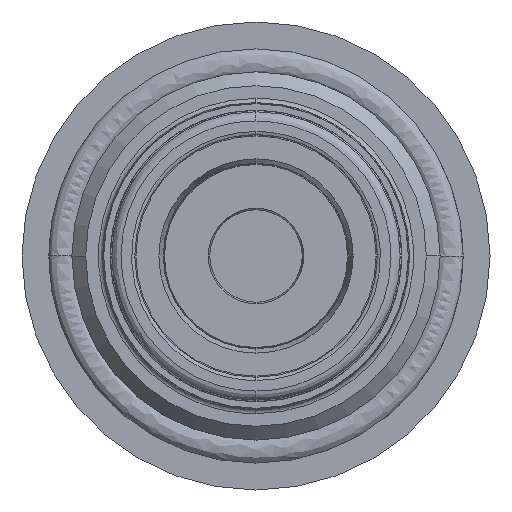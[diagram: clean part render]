
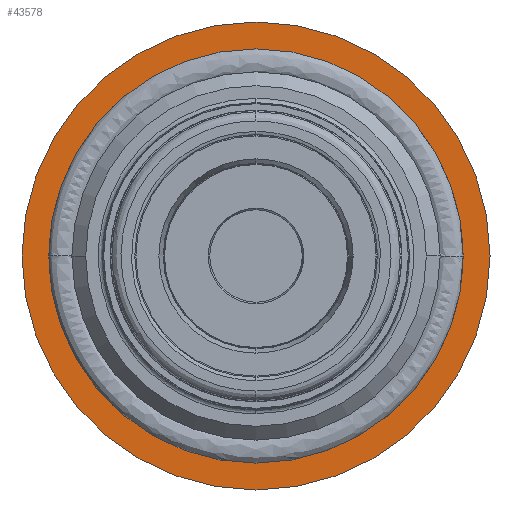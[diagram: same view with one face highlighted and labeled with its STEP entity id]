
A CAD part, left-side view. The second image highlights one B-rep face of the part: STEP entity #43578.
In plain terms, the highlighted planar face has unit normal (-1, 0, 0).
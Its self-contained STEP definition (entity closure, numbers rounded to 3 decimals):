
#762 = AXIS2_PLACEMENT_3D ( 'NONE', #33798, #1811, #39164 ) ;
#1809 = DIRECTION ( 'NONE',  ( 0., 0., 1. ) ) ;
#1811 = DIRECTION ( 'NONE',  ( 1., 0., 0. ) ) ;
#5836 = FACE_BOUND ( 'NONE', #8933, .T. ) ;
#6089 = ORIENTED_EDGE ( 'NONE', *, *, #28323, .F. ) ;
#7089 = CARTESIAN_POINT ( 'NONE',  ( 88.8, 0., 0. ) ) ;
#7538 = ORIENTED_EDGE ( 'NONE', *, *, #39165, .F. ) ;
#8933 = EDGE_LOOP ( 'NONE', ( #36031, #56427 ) ) ;
#9691 = VERTEX_POINT ( 'NONE', #51340 ) ;
#12516 = DIRECTION ( 'NONE',  ( 0., 0., 1. ) ) ;
#12967 = CIRCLE ( 'NONE', #43248, 15.25 ) ;
#18079 = VERTEX_POINT ( 'NONE', #60555 ) ;
#25820 = DIRECTION ( 'NONE',  ( 1., 0., 0. ) ) ;
#27063 = DIRECTION ( 'NONE',  ( 1., 0., 0. ) ) ;
#28323 = EDGE_CURVE ( 'NONE', #61548, #9691, #12967, .T. ) ;
#32446 = CARTESIAN_POINT ( 'NONE',  ( 88.8, 0., 15.25 ) ) ;
#33794 = DIRECTION ( 'NONE',  ( 1., 0., 0. ) ) ;
#33798 = CARTESIAN_POINT ( 'NONE',  ( 88.8, 0., 0. ) ) ;
#34412 = EDGE_LOOP ( 'NONE', ( #7538, #6089 ) ) ;
#36031 = ORIENTED_EDGE ( 'NONE', *, *, #42298, .T. ) ;
#36190 = CIRCLE ( 'NONE', #61920, 11.9 ) ;
#36191 = PLANE ( 'NONE',  #64629 ) ;
#39164 = DIRECTION ( 'NONE',  ( 0., 0., -1. ) ) ;
#39165 = EDGE_CURVE ( 'NONE', #9691, #61548, #39999, .T. ) ;
#39999 = CIRCLE ( 'NONE', #762, 15.25 ) ;
#42298 = EDGE_CURVE ( 'NONE', #50353, #18079, #36190, .T. ) ;
#43248 = AXIS2_PLACEMENT_3D ( 'NONE', #58666, #27063, #64003 ) ;
#43578 = ADVANCED_FACE ( 'NONE', ( #5836, #62347 ), #36191, .F. ) ;
#44317 = DIRECTION ( 'NONE',  ( 1., 0., 0. ) ) ;
#44482 = CIRCLE ( 'NONE', #60373, 11.9 ) ;
#46859 = EDGE_CURVE ( 'NONE', #18079, #50353, #44482, .T. ) ;
#50353 = VERTEX_POINT ( 'NONE', #59198 ) ;
#51340 = CARTESIAN_POINT ( 'NONE',  ( 88.8, 0., -15.25 ) ) ;
#56427 = ORIENTED_EDGE ( 'NONE', *, *, #46859, .T. ) ;
#57410 = CARTESIAN_POINT ( 'NONE',  ( 88.8, 15.25, 0. ) ) ;
#58666 = CARTESIAN_POINT ( 'NONE',  ( 88.8, 0., 0. ) ) ;
#59198 = CARTESIAN_POINT ( 'NONE',  ( 88.8, 0., 11.9 ) ) ;
#60373 = AXIS2_PLACEMENT_3D ( 'NONE', #7089, #44317, #12516 ) ;
#60555 = CARTESIAN_POINT ( 'NONE',  ( 88.8, 0., -11.9 ) ) ;
#61548 = VERTEX_POINT ( 'NONE', #32446 ) ;
#61920 = AXIS2_PLACEMENT_3D ( 'NONE', #65414, #33794, #1809 ) ;
#62347 = FACE_OUTER_BOUND ( 'NONE', #34412, .T. ) ;
#62745 = DIRECTION ( 'NONE',  ( 0., 0., -1. ) ) ;
#64003 = DIRECTION ( 'NONE',  ( 0., 0., -1. ) ) ;
#64629 = AXIS2_PLACEMENT_3D ( 'NONE', #57410, #25820, #62745 ) ;
#65414 = CARTESIAN_POINT ( 'NONE',  ( 88.8, 0., 0. ) ) ;
